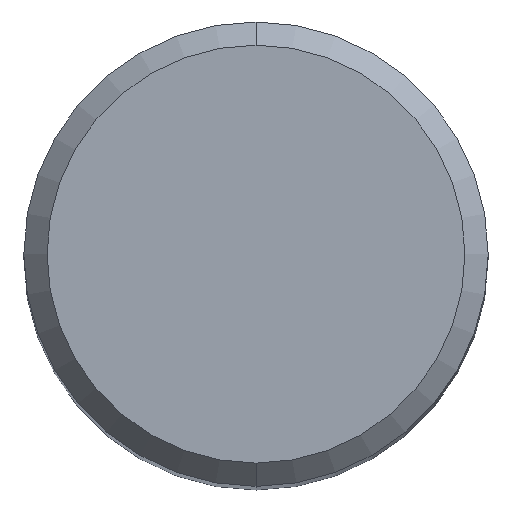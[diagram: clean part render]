
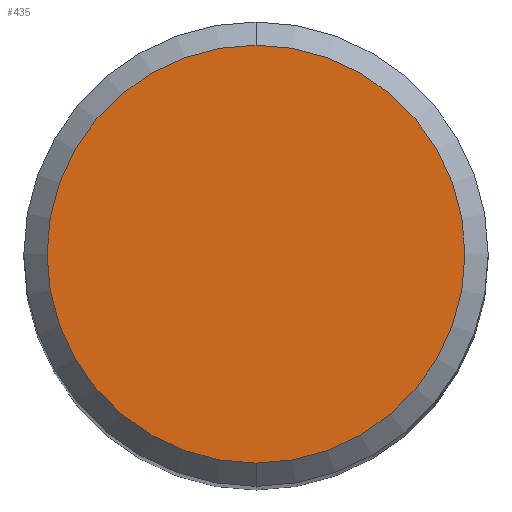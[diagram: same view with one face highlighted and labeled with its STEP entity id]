
A CAD part, top view. The second image highlights one B-rep face of the part: STEP entity #435.
In plain terms, the highlighted planar face has unit normal (0, 0, 1).
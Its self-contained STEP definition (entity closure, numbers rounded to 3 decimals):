
#251=VERTEX_POINT('',#570);
#305=VERTEX_POINT('',#628);
#327=EDGE_CURVE('',#251,#305,#654,.T.);
#423=EDGE_CURVE('',#305,#251,#755,.T.);
#435=ADVANCED_FACE('',(#769),#770,.T.);
#570=CARTESIAN_POINT('',(0.,-3.6,0.0));
#628=CARTESIAN_POINT('',(0.0,3.6,0.0));
#654=CIRCLE('',#1203,3.6);
#755=CIRCLE('',#1381,3.6);
#769=FACE_OUTER_BOUND('',#1410,.T.);
#770=PLANE('',#1411);
#1203=AXIS2_PLACEMENT_3D('',#1677,#1678,#1679);
#1381=AXIS2_PLACEMENT_3D('',#1762,#1763,#1764);
#1410=EDGE_LOOP('',(#1785,#1786));
#1411=AXIS2_PLACEMENT_3D('',#1787,#1788,#1789);
#1677=CARTESIAN_POINT('',(0.0,0.0,0.0));
#1678=DIRECTION('',(0.0,0.0,-1.0));
#1679=DIRECTION('',(0.0,1.0,0.0));
#1762=CARTESIAN_POINT('',(0.0,0.0,0.0));
#1763=DIRECTION('',(0.0,0.0,-1.0));
#1764=DIRECTION('',(0.0,1.0,0.0));
#1785=ORIENTED_EDGE('',*,*,#423,.F.);
#1786=ORIENTED_EDGE('',*,*,#327,.F.);
#1787=CARTESIAN_POINT('',(0.0,1.8,0.0));
#1788=DIRECTION('',(-0.0,0.0,1.0));
#1789=DIRECTION('',(0.0,-1.0,0.0));
